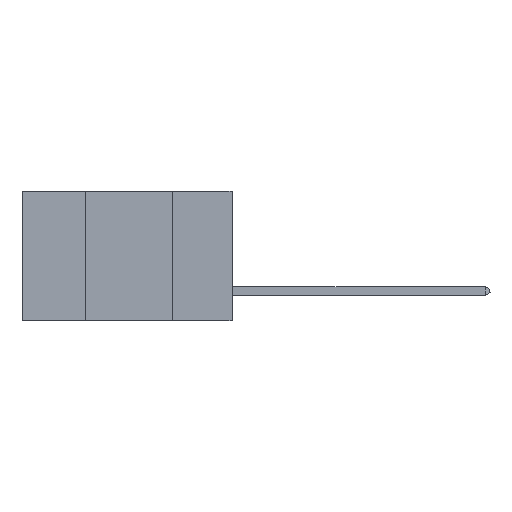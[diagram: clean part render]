
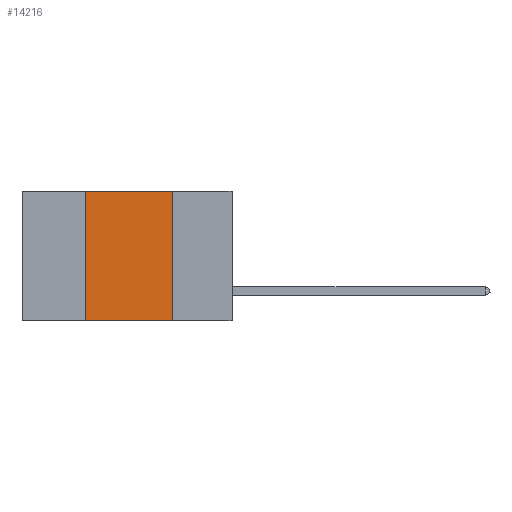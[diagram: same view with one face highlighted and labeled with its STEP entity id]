
A CAD part, left-side view. The second image highlights one B-rep face of the part: STEP entity #14216.
In plain terms, the highlighted planar face has unit normal (-1, 0, 0).
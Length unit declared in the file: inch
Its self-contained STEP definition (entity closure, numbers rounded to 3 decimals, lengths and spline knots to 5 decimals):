
#132 = EDGE_LOOP ( 'NONE', ( #5619, #46141, #19444, #31426 ) ) ;
#1210 = LINE ( 'NONE', #33925, #15472 ) ;
#2075 = CARTESIAN_POINT ( 'NONE',  ( 0., 0.6, -0.37 ) ) ;
#2283 = LINE ( 'NONE', #2075, #27691 ) ;
#4312 = LINE ( 'NONE', #27947, #29660 ) ;
#5619 = ORIENTED_EDGE ( 'NONE', *, *, #6717, .F. ) ;
#5891 = DIRECTION ( 'NONE',  ( 0., -1., 0. ) ) ;
#6717 = EDGE_CURVE ( 'NONE', #15659, #27795, #4312, .T. ) ;
#7667 = EDGE_CURVE ( 'NONE', #15697, #27795, #2283, .T. ) ;
#7689 = DIRECTION ( 'NONE',  ( 0., 0., -1. ) ) ;
#14216 = ADVANCED_FACE ( 'NONE', ( #34042 ), #15624, .F. ) ;
#15472 = VECTOR ( 'NONE', #34086, 39.37008 ) ;
#15624 = PLANE ( 'NONE',  #33629 ) ;
#15659 = VERTEX_POINT ( 'NONE', #22743 ) ;
#15697 = VERTEX_POINT ( 'NONE', #19219 ) ;
#19219 = CARTESIAN_POINT ( 'NONE',  ( 0., 0.42, -0.37 ) ) ;
#19444 = ORIENTED_EDGE ( 'NONE', *, *, #43859, .F. ) ;
#19782 = DIRECTION ( 'NONE',  ( 0., 0., -1. ) ) ;
#22743 = CARTESIAN_POINT ( 'NONE',  ( 0., 0.17, 0. ) ) ;
#27691 = VECTOR ( 'NONE', #5891, 39.37008 ) ;
#27795 = VERTEX_POINT ( 'NONE', #48510 ) ;
#27947 = CARTESIAN_POINT ( 'NONE',  ( 0., 0.17, 0. ) ) ;
#29660 = VECTOR ( 'NONE', #19782, 39.37008 ) ;
#31426 = ORIENTED_EDGE ( 'NONE', *, *, #7667, .T. ) ;
#33076 = CARTESIAN_POINT ( 'NONE',  ( 0., 0.42, 0. ) ) ;
#33629 = AXIS2_PLACEMENT_3D ( 'NONE', #39187, #47005, #7689 ) ;
#33772 = EDGE_CURVE ( 'NONE', #35640, #15659, #48970, .T. ) ;
#33925 = CARTESIAN_POINT ( 'NONE',  ( 0., 0.42, 0. ) ) ;
#34042 = FACE_OUTER_BOUND ( 'NONE', #132, .T. ) ;
#34086 = DIRECTION ( 'NONE',  ( 0., 0., 1. ) ) ;
#35640 = VERTEX_POINT ( 'NONE', #33076 ) ;
#37561 = CARTESIAN_POINT ( 'NONE',  ( 0., 0.6, 0. ) ) ;
#38439 = VECTOR ( 'NONE', #41702, 39.37008 ) ;
#39187 = CARTESIAN_POINT ( 'NONE',  ( 0., 0.6, 0. ) ) ;
#41702 = DIRECTION ( 'NONE',  ( 0., -1., 0. ) ) ;
#43859 = EDGE_CURVE ( 'NONE', #15697, #35640, #1210, .T. ) ;
#46141 = ORIENTED_EDGE ( 'NONE', *, *, #33772, .F. ) ;
#47005 = DIRECTION ( 'NONE',  ( 1., 0., 0. ) ) ;
#48510 = CARTESIAN_POINT ( 'NONE',  ( 0., 0.17, -0.37 ) ) ;
#48970 = LINE ( 'NONE', #37561, #38439 ) ;
